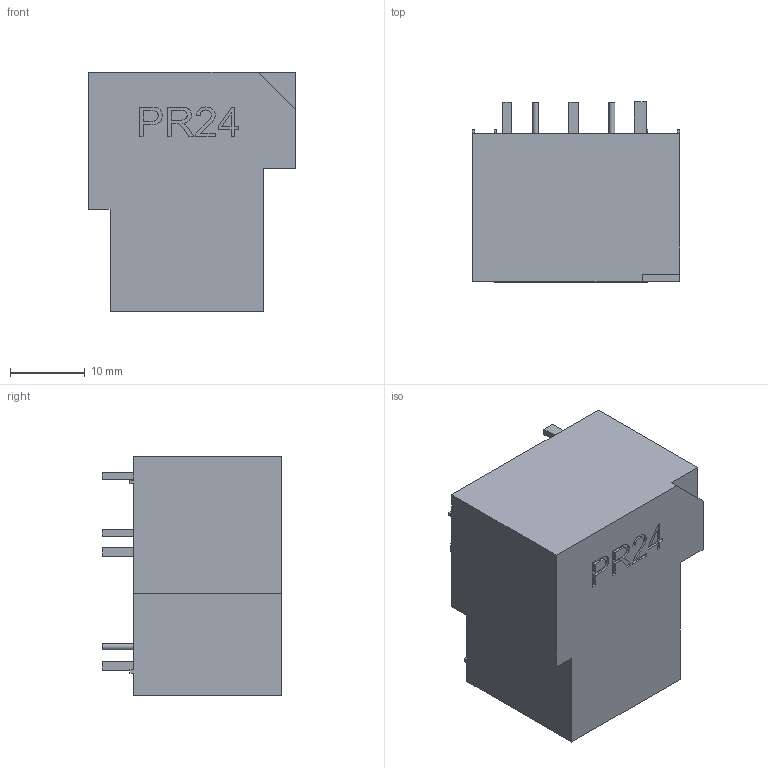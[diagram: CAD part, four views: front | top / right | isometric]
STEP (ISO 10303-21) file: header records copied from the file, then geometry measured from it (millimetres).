
FILE_DESCRIPTION(/* description */ (''),/* implementation_level */ '2;1');
FILE_NAME(/* name */ 'relay_CUI__PR24-24V-900-1C.step',/* time_stamp */ '2023-01-04T18:00:36+01:00',/* author */ (''),/* organization */ (''),/* preprocessor_version */ 'ST-DEVELOPER v19',/* originating_system */ 'Autodesk Translation Framework v11.7.0.108',/* authorisation */ '');
FILE_SCHEMA (('AUTOMOTIVE_DESIGN { 1 0 10303 214 3 1 1 }'));
Length unit declared in the file: millimetre
Products named in the file (1): relay_CUI__PR24-24V-900-1C
Bounding box: 27.7 x 24 x 32 mm (x, y, z)
Volume: 15166.1 mm3; surface area: 4097.6 mm2
Topology: 7 solids, 7 shells, 147 faces, 378 edges, 252 vertices
Faces by surface type: plane 100, bspline 45, cylinder 2
Full cylindrical faces by diameter (mm): 0.8 x2
Entity records: 4867 total; most frequent: CARTESIAN_POINT 1543, ORIENTED_EDGE 756, DIRECTION 498, EDGE_CURVE 378, LINE 284, VECTOR 284, VERTEX_POINT 252, EDGE_LOOP 154
